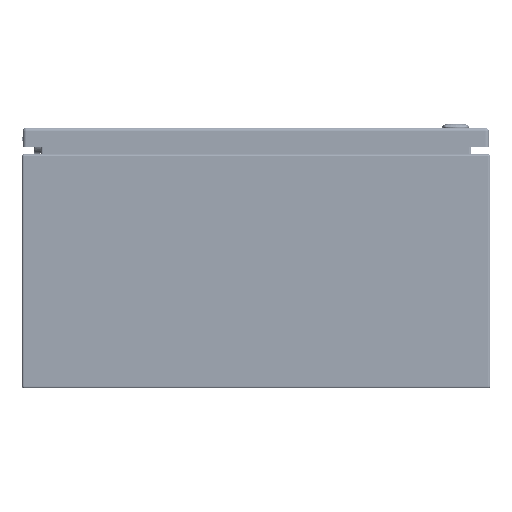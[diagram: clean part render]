
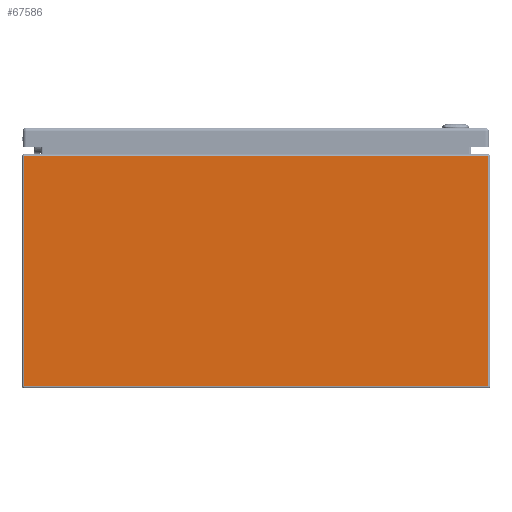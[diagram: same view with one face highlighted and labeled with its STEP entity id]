
A CAD part, front view. The second image highlights one B-rep face of the part: STEP entity #67586.
In plain terms, the highlighted planar face has unit normal (0, -1, 0).
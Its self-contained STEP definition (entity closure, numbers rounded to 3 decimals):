
#6849=LINE('',#95049,#10984);
#6855=LINE('',#95067,#10990);
#6858=LINE('',#95082,#10993);
#6888=LINE('',#95237,#11023);
#10984=VECTOR('',#78718,0.394);
#10990=VECTOR('',#78738,0.394);
#10993=VECTOR('',#78755,0.394);
#11023=VECTOR('',#78937,0.394);
#16241=FACE_OUTER_BOUND('',#20429,.T.);
#20429=EDGE_LOOP('',(#45059,#45060,#45061,#45062));
#27451=VERTEX_POINT('',#95040);
#27454=VERTEX_POINT('',#95047);
#27459=VERTEX_POINT('',#95066);
#27463=VERTEX_POINT('',#95075);
#34171=EDGE_CURVE('',#27454,#27451,#6849,.T.);
#34180=EDGE_CURVE('',#27451,#27459,#6855,.T.);
#34188=EDGE_CURVE('',#27459,#27463,#6858,.T.);
#34266=EDGE_CURVE('',#27463,#27454,#6888,.T.);
#45059=ORIENTED_EDGE('',*,*,#34171,.F.);
#45060=ORIENTED_EDGE('',*,*,#34266,.F.);
#45061=ORIENTED_EDGE('',*,*,#34188,.F.);
#45062=ORIENTED_EDGE('',*,*,#34180,.F.);
#66087=PLANE('',#72683);
#67586=ADVANCED_FACE('',(#16241),#66087,.F.);
#72683=AXIS2_PLACEMENT_3D('',#95236,#78935,#78936);
#78718=DIRECTION('',(0.,0.,1.));
#78738=DIRECTION('',(1.,0.,0.));
#78755=DIRECTION('',(0.,0.,-1.));
#78935=DIRECTION('center_axis',(0.,1.,0.));
#78936=DIRECTION('ref_axis',(0.,0.,1.));
#78937=DIRECTION('',(-1.,0.,0.));
#95040=CARTESIAN_POINT('',(-9.916,-15.,9.916));
#95047=CARTESIAN_POINT('',(-9.916,-15.,0.084));
#95049=CARTESIAN_POINT('',(-9.916,-15.,9.916));
#95066=CARTESIAN_POINT('',(9.916,-15.,9.916));
#95067=CARTESIAN_POINT('',(-9.078,-15.,9.916));
#95075=CARTESIAN_POINT('',(9.916,-15.,0.084));
#95082=CARTESIAN_POINT('',(9.916,-15.,9.916));
#95236=CARTESIAN_POINT('Origin',(9.078,-15.,9.916));
#95237=CARTESIAN_POINT('',(9.518,-15.,0.084));
